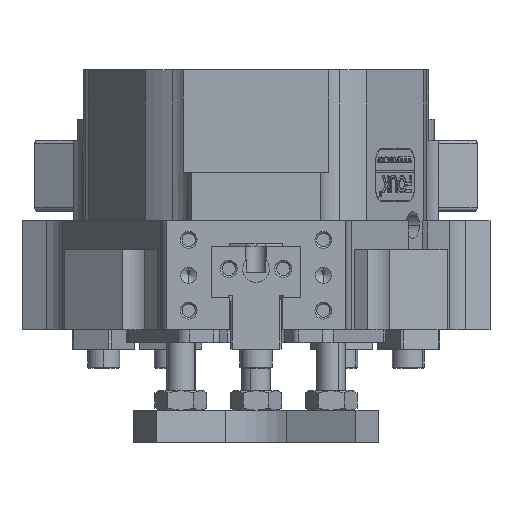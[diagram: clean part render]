
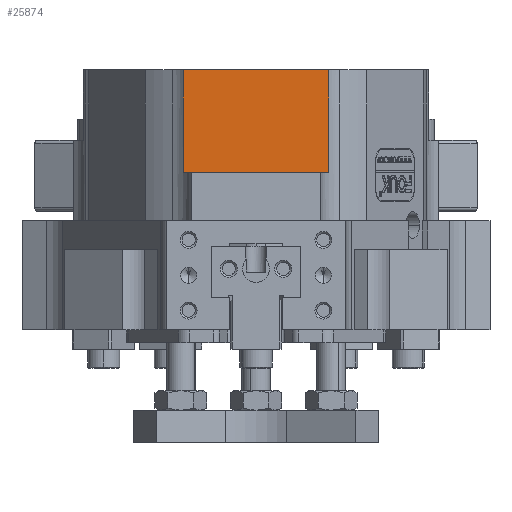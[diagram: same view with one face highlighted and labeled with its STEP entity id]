
A CAD part, left-side view. The second image highlights one B-rep face of the part: STEP entity #25874.
In plain terms, the highlighted planar face has unit normal (-1, 0, 0).
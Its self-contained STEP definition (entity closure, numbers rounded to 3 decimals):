
#568 = FACE_OUTER_BOUND ( 'NONE', #6910, .T. ) ;
#1825 = CARTESIAN_POINT ( 'NONE',  ( -35.327, -7.858, 80.122 ) ) ;
#3998 = CARTESIAN_POINT ( 'NONE',  ( -35.327, 22.312, 96.122 ) ) ;
#4712 = DIRECTION ( 'NONE',  ( 0., -1., 0. ) ) ;
#5819 = CARTESIAN_POINT ( 'NONE',  ( -35.327, 22.312, 85.122 ) ) ;
#6610 = ORIENTED_EDGE ( 'NONE', *, *, #13155, .T. ) ;
#6910 = EDGE_LOOP ( 'NONE', ( #40805, #9121, #6610, #25384 ) ) ;
#7049 = EDGE_CURVE ( 'NONE', #19419, #41864, #17809, .T. ) ;
#8058 = CARTESIAN_POINT ( 'NONE',  ( -35.327, 17.322, 80.122 ) ) ;
#8303 = AXIS2_PLACEMENT_3D ( 'NONE', #5819, #43411, #23076 ) ;
#9121 = ORIENTED_EDGE ( 'NONE', *, *, #7049, .F. ) ;
#12102 = CARTESIAN_POINT ( 'NONE',  ( -35.327, 14.787, 80.122 ) ) ;
#12203 = PLANE ( 'NONE',  #8303 ) ;
#12536 = CARTESIAN_POINT ( 'NONE',  ( -35.327, 14.787, 116.475 ) ) ;
#13155 = EDGE_CURVE ( 'NONE', #19419, #23348, #19004, .T. ) ;
#14982 = CARTESIAN_POINT ( 'NONE',  ( -35.327, -7.858, 96.122 ) ) ;
#17809 = LINE ( 'NONE', #33667, #26506 ) ;
#17916 = VECTOR ( 'NONE', #31741, 1000. ) ;
#19004 = LINE ( 'NONE', #3998, #17916 ) ;
#19419 = VERTEX_POINT ( 'NONE', #14982 ) ;
#21355 = EDGE_CURVE ( 'NONE', #32847, #23348, #37772, .T. ) ;
#22340 = EDGE_CURVE ( 'NONE', #32847, #41864, #41487, .T. ) ;
#23076 = DIRECTION ( 'NONE',  ( 0., 0., -1. ) ) ;
#23177 = DIRECTION ( 'NONE',  ( 0., 0., -1. ) ) ;
#23348 = VERTEX_POINT ( 'NONE', #38969 ) ;
#25384 = ORIENTED_EDGE ( 'NONE', *, *, #21355, .F. ) ;
#25874 = ADVANCED_FACE ( 'NONE', ( #568 ), #12203, .F. ) ;
#26506 = VECTOR ( 'NONE', #23177, 1000. ) ;
#29119 = VECTOR ( 'NONE', #29202, 1000. ) ;
#29202 = DIRECTION ( 'NONE',  ( 0., 0., 1. ) ) ;
#31741 = DIRECTION ( 'NONE',  ( 0., 1., 0. ) ) ;
#32847 = VERTEX_POINT ( 'NONE', #12102 ) ;
#33667 = CARTESIAN_POINT ( 'NONE',  ( -35.327, -7.858, 116.475 ) ) ;
#37772 = LINE ( 'NONE', #12536, #29119 ) ;
#38969 = CARTESIAN_POINT ( 'NONE',  ( -35.327, 14.787, 96.122 ) ) ;
#40407 = VECTOR ( 'NONE', #4712, 1000. ) ;
#40805 = ORIENTED_EDGE ( 'NONE', *, *, #22340, .T. ) ;
#41487 = LINE ( 'NONE', #8058, #40407 ) ;
#41864 = VERTEX_POINT ( 'NONE', #1825 ) ;
#43411 = DIRECTION ( 'NONE',  ( 1., 0., 0. ) ) ;
